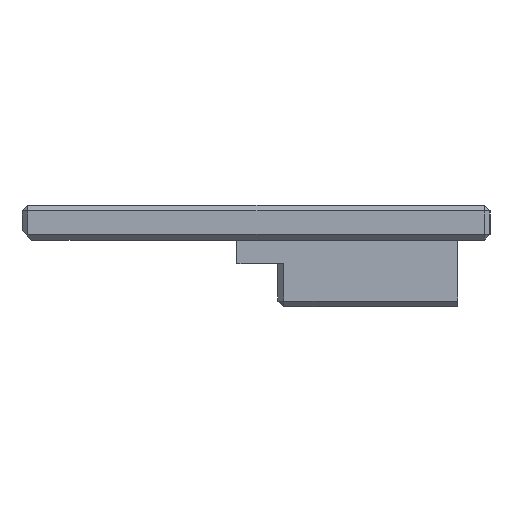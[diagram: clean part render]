
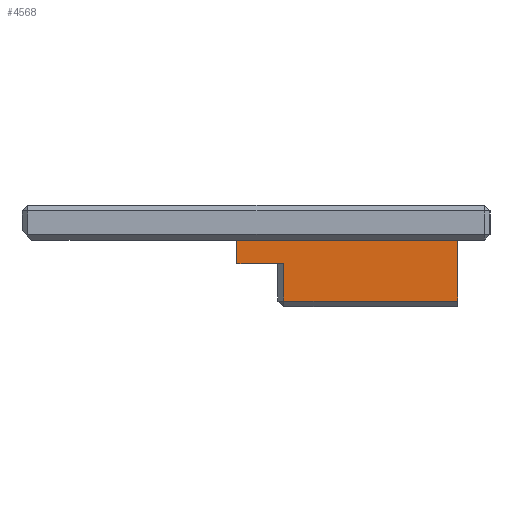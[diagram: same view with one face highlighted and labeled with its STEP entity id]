
A CAD part, left-side view. The second image highlights one B-rep face of the part: STEP entity #4568.
In plain terms, the highlighted planar face has unit normal (-1, 0, 0).
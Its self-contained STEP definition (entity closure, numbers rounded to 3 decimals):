
#200=FACE_OUTER_BOUND('',#443,.T.);
#443=EDGE_LOOP('',(#3668,#3669,#3670,#3671,#3672,#3673,#3674,#3675,#3676,
#3677,#3678,#3679,#3680,#3681,#3682,#3683,#3684,#3685,#3686,#3687,#3688,
#3689,#3690,#3691,#3692,#3693,#3694,#3695,#3696,#3697));
#631=LINE('',#6177,#1278);
#638=LINE('',#6192,#1285);
#647=LINE('',#6211,#1294);
#654=LINE('',#6226,#1301);
#663=LINE('',#6245,#1310);
#670=LINE('',#6260,#1317);
#679=LINE('',#6279,#1326);
#686=LINE('',#6294,#1333);
#695=LINE('',#6313,#1342);
#702=LINE('',#6328,#1349);
#711=LINE('',#6347,#1358);
#718=LINE('',#6362,#1365);
#727=LINE('',#6381,#1374);
#1015=LINE('',#6940,#1662);
#1016=LINE('',#6942,#1663);
#1017=LINE('',#6944,#1664);
#1018=LINE('',#6946,#1665);
#1019=LINE('',#6948,#1666);
#1020=LINE('',#6950,#1667);
#1042=LINE('',#7001,#1689);
#1043=LINE('',#7003,#1690);
#1048=LINE('',#7012,#1695);
#1049=LINE('',#7013,#1696);
#1050=LINE('',#7014,#1697);
#1051=LINE('',#7015,#1698);
#1052=LINE('',#7016,#1699);
#1053=LINE('',#7018,#1700);
#1054=LINE('',#7020,#1701);
#1055=LINE('',#7021,#1702);
#1056=LINE('',#7022,#1703);
#1278=VECTOR('',#5027,10.);
#1285=VECTOR('',#5038,10.);
#1294=VECTOR('',#5051,10.);
#1301=VECTOR('',#5062,10.);
#1310=VECTOR('',#5075,10.);
#1317=VECTOR('',#5086,10.);
#1326=VECTOR('',#5099,10.);
#1333=VECTOR('',#5110,10.);
#1342=VECTOR('',#5123,10.);
#1349=VECTOR('',#5134,10.);
#1358=VECTOR('',#5147,10.);
#1365=VECTOR('',#5158,10.);
#1374=VECTOR('',#5171,10.);
#1662=VECTOR('',#5609,10.);
#1663=VECTOR('',#5612,10.);
#1664=VECTOR('',#5615,10.);
#1665=VECTOR('',#5618,10.);
#1666=VECTOR('',#5621,10.);
#1667=VECTOR('',#5624,10.);
#1689=VECTOR('',#5666,10.);
#1690=VECTOR('',#5669,10.);
#1695=VECTOR('',#5680,10.);
#1696=VECTOR('',#5681,10.);
#1697=VECTOR('',#5682,10.);
#1698=VECTOR('',#5683,10.);
#1699=VECTOR('',#5684,10.);
#1700=VECTOR('',#5685,10.);
#1701=VECTOR('',#5686,10.);
#1702=VECTOR('',#5687,10.);
#1703=VECTOR('',#5688,10.);
#1913=VERTEX_POINT('',#6174);
#1914=VERTEX_POINT('',#6176);
#1919=VERTEX_POINT('',#6189);
#1920=VERTEX_POINT('',#6191);
#1927=VERTEX_POINT('',#6208);
#1928=VERTEX_POINT('',#6210);
#1933=VERTEX_POINT('',#6223);
#1934=VERTEX_POINT('',#6225);
#1941=VERTEX_POINT('',#6242);
#1942=VERTEX_POINT('',#6244);
#1947=VERTEX_POINT('',#6257);
#1948=VERTEX_POINT('',#6259);
#1955=VERTEX_POINT('',#6276);
#1956=VERTEX_POINT('',#6278);
#1961=VERTEX_POINT('',#6291);
#1962=VERTEX_POINT('',#6293);
#1969=VERTEX_POINT('',#6310);
#1970=VERTEX_POINT('',#6312);
#1975=VERTEX_POINT('',#6325);
#1976=VERTEX_POINT('',#6327);
#1983=VERTEX_POINT('',#6344);
#1984=VERTEX_POINT('',#6346);
#1989=VERTEX_POINT('',#6359);
#1990=VERTEX_POINT('',#6361);
#1997=VERTEX_POINT('',#6378);
#1998=VERTEX_POINT('',#6380);
#2207=VERTEX_POINT('',#6993);
#2208=VERTEX_POINT('',#6997);
#2211=VERTEX_POINT('',#7017);
#2212=VERTEX_POINT('',#7019);
#2351=EDGE_CURVE('',#1913,#1914,#631,.T.);
#2358=EDGE_CURVE('',#1919,#1920,#638,.T.);
#2367=EDGE_CURVE('',#1927,#1928,#647,.T.);
#2374=EDGE_CURVE('',#1933,#1934,#654,.T.);
#2383=EDGE_CURVE('',#1941,#1942,#663,.T.);
#2390=EDGE_CURVE('',#1947,#1948,#670,.T.);
#2399=EDGE_CURVE('',#1955,#1956,#679,.T.);
#2406=EDGE_CURVE('',#1961,#1962,#686,.T.);
#2415=EDGE_CURVE('',#1969,#1970,#695,.T.);
#2422=EDGE_CURVE('',#1975,#1976,#702,.T.);
#2431=EDGE_CURVE('',#1983,#1984,#711,.T.);
#2438=EDGE_CURVE('',#1989,#1990,#718,.T.);
#2447=EDGE_CURVE('',#1997,#1998,#727,.T.);
#2739=EDGE_CURVE('',#1984,#1989,#1015,.T.);
#2740=EDGE_CURVE('',#1970,#1975,#1016,.T.);
#2741=EDGE_CURVE('',#1956,#1961,#1017,.T.);
#2742=EDGE_CURVE('',#1942,#1947,#1018,.T.);
#2743=EDGE_CURVE('',#1928,#1933,#1019,.T.);
#2744=EDGE_CURVE('',#1914,#1919,#1020,.T.);
#2768=EDGE_CURVE('',#2207,#2208,#1042,.T.);
#2769=EDGE_CURVE('',#1998,#2207,#1043,.T.);
#2774=EDGE_CURVE('',#1976,#1983,#1048,.T.);
#2775=EDGE_CURVE('',#1962,#1969,#1049,.T.);
#2776=EDGE_CURVE('',#1948,#1955,#1050,.T.);
#2777=EDGE_CURVE('',#1934,#1941,#1051,.T.);
#2778=EDGE_CURVE('',#1920,#1927,#1052,.T.);
#2779=EDGE_CURVE('',#2211,#1913,#1053,.T.);
#2780=EDGE_CURVE('',#2211,#2212,#1054,.T.);
#2781=EDGE_CURVE('',#2208,#2212,#1055,.T.);
#2782=EDGE_CURVE('',#1990,#1997,#1056,.T.);
#3668=ORIENTED_EDGE('',*,*,#2739,.F.);
#3669=ORIENTED_EDGE('',*,*,#2431,.F.);
#3670=ORIENTED_EDGE('',*,*,#2774,.F.);
#3671=ORIENTED_EDGE('',*,*,#2422,.F.);
#3672=ORIENTED_EDGE('',*,*,#2740,.F.);
#3673=ORIENTED_EDGE('',*,*,#2415,.F.);
#3674=ORIENTED_EDGE('',*,*,#2775,.F.);
#3675=ORIENTED_EDGE('',*,*,#2406,.F.);
#3676=ORIENTED_EDGE('',*,*,#2741,.F.);
#3677=ORIENTED_EDGE('',*,*,#2399,.F.);
#3678=ORIENTED_EDGE('',*,*,#2776,.F.);
#3679=ORIENTED_EDGE('',*,*,#2390,.F.);
#3680=ORIENTED_EDGE('',*,*,#2742,.F.);
#3681=ORIENTED_EDGE('',*,*,#2383,.F.);
#3682=ORIENTED_EDGE('',*,*,#2777,.F.);
#3683=ORIENTED_EDGE('',*,*,#2374,.F.);
#3684=ORIENTED_EDGE('',*,*,#2743,.F.);
#3685=ORIENTED_EDGE('',*,*,#2367,.F.);
#3686=ORIENTED_EDGE('',*,*,#2778,.F.);
#3687=ORIENTED_EDGE('',*,*,#2358,.F.);
#3688=ORIENTED_EDGE('',*,*,#2744,.F.);
#3689=ORIENTED_EDGE('',*,*,#2351,.F.);
#3690=ORIENTED_EDGE('',*,*,#2779,.F.);
#3691=ORIENTED_EDGE('',*,*,#2780,.T.);
#3692=ORIENTED_EDGE('',*,*,#2781,.F.);
#3693=ORIENTED_EDGE('',*,*,#2768,.F.);
#3694=ORIENTED_EDGE('',*,*,#2769,.F.);
#3695=ORIENTED_EDGE('',*,*,#2447,.F.);
#3696=ORIENTED_EDGE('',*,*,#2782,.F.);
#3697=ORIENTED_EDGE('',*,*,#2438,.F.);
#4351=PLANE('',#4803);
#4568=ADVANCED_FACE('',(#200),#4351,.T.);
#4803=AXIS2_PLACEMENT_3D('',#7011,#5678,#5679);
#5027=DIRECTION('',(0.,0.,1.));
#5038=DIRECTION('',(0.,0.,-1.));
#5051=DIRECTION('',(0.,0.,1.));
#5062=DIRECTION('',(0.,0.,-1.));
#5075=DIRECTION('',(0.,0.,1.));
#5086=DIRECTION('',(0.,0.,-1.));
#5099=DIRECTION('',(0.,0.,1.));
#5110=DIRECTION('',(0.,0.,-1.));
#5123=DIRECTION('',(0.,0.,1.));
#5134=DIRECTION('',(0.,0.,-1.));
#5147=DIRECTION('',(0.,0.,1.));
#5158=DIRECTION('',(0.,0.,-1.));
#5171=DIRECTION('',(0.,0.,-1.));
#5609=DIRECTION('',(0.,-1.,0.));
#5612=DIRECTION('',(0.,-1.,0.));
#5615=DIRECTION('',(0.,-1.,0.));
#5618=DIRECTION('',(0.,-1.,0.));
#5621=DIRECTION('',(0.,-1.,0.));
#5624=DIRECTION('',(0.,-1.,0.));
#5666=DIRECTION('',(0.,0.,1.));
#5669=DIRECTION('',(0.,1.,0.));
#5678=DIRECTION('center_axis',(-1.,0.,0.));
#5679=DIRECTION('ref_axis',(0.,-1.,0.));
#5680=DIRECTION('',(0.,-1.,0.));
#5681=DIRECTION('',(0.,-1.,0.));
#5682=DIRECTION('',(0.,-1.,0.));
#5683=DIRECTION('',(0.,-1.,0.));
#5684=DIRECTION('',(0.,-1.,0.));
#5685=DIRECTION('',(0.,-1.,0.));
#5686=DIRECTION('',(0.,0.,-1.));
#5687=DIRECTION('',(0.,1.,0.));
#5688=DIRECTION('',(0.,-1.,0.));
#6174=CARTESIAN_POINT('',(80.477,53.8,4.));
#6176=CARTESIAN_POINT('',(80.477,53.8,6.));
#6177=CARTESIAN_POINT('',(80.477,53.8,5.));
#6189=CARTESIAN_POINT('',(80.477,50.8,6.));
#6191=CARTESIAN_POINT('',(80.477,50.8,4.));
#6192=CARTESIAN_POINT('',(80.477,50.8,5.));
#6208=CARTESIAN_POINT('',(80.477,47.8,4.));
#6210=CARTESIAN_POINT('',(80.477,47.8,6.));
#6211=CARTESIAN_POINT('',(80.477,47.8,5.));
#6223=CARTESIAN_POINT('',(80.477,44.8,6.));
#6225=CARTESIAN_POINT('',(80.477,44.8,4.));
#6226=CARTESIAN_POINT('',(80.477,44.8,5.));
#6242=CARTESIAN_POINT('',(80.477,41.8,4.));
#6244=CARTESIAN_POINT('',(80.477,41.8,6.));
#6245=CARTESIAN_POINT('',(80.477,41.8,5.));
#6257=CARTESIAN_POINT('',(80.477,38.8,6.));
#6259=CARTESIAN_POINT('',(80.477,38.8,4.));
#6260=CARTESIAN_POINT('',(80.477,38.8,5.));
#6276=CARTESIAN_POINT('',(80.477,35.8,4.));
#6278=CARTESIAN_POINT('',(80.477,35.8,6.));
#6279=CARTESIAN_POINT('',(80.477,35.8,5.));
#6291=CARTESIAN_POINT('',(80.477,32.8,6.));
#6293=CARTESIAN_POINT('',(80.477,32.8,4.));
#6294=CARTESIAN_POINT('',(80.477,32.8,5.));
#6310=CARTESIAN_POINT('',(80.477,29.8,4.));
#6312=CARTESIAN_POINT('',(80.477,29.8,6.));
#6313=CARTESIAN_POINT('',(80.477,29.8,5.));
#6325=CARTESIAN_POINT('',(80.477,26.8,6.));
#6327=CARTESIAN_POINT('',(80.477,26.8,4.));
#6328=CARTESIAN_POINT('',(80.477,26.8,5.));
#6344=CARTESIAN_POINT('',(80.477,23.8,4.));
#6346=CARTESIAN_POINT('',(80.477,23.8,6.));
#6347=CARTESIAN_POINT('',(80.477,23.8,5.));
#6359=CARTESIAN_POINT('',(80.477,20.8,6.));
#6361=CARTESIAN_POINT('',(80.477,20.8,4.));
#6362=CARTESIAN_POINT('',(80.477,20.8,5.));
#6378=CARTESIAN_POINT('',(80.477,17.8,4.));
#6380=CARTESIAN_POINT('',(80.477,17.8,-6.4));
#6381=CARTESIAN_POINT('',(80.477,17.8,4.));
#6940=CARTESIAN_POINT('',(80.477,50.671,6.));
#6942=CARTESIAN_POINT('',(80.477,50.671,6.));
#6944=CARTESIAN_POINT('',(80.477,50.671,6.));
#6946=CARTESIAN_POINT('',(80.477,50.671,6.));
#6948=CARTESIAN_POINT('',(80.477,50.671,6.));
#6950=CARTESIAN_POINT('',(80.477,50.671,6.));
#6993=CARTESIAN_POINT('',(80.477,47.542,-6.4));
#6997=CARTESIAN_POINT('',(80.477,47.542,0.));
#7001=CARTESIAN_POINT('',(80.477,47.542,4.));
#7003=CARTESIAN_POINT('',(80.477,41.232,-6.4));
#7011=CARTESIAN_POINT('Origin',(80.477,49.042,4.));
#7012=CARTESIAN_POINT('',(80.477,35.05,4.));
#7013=CARTESIAN_POINT('',(80.477,35.05,4.));
#7014=CARTESIAN_POINT('',(80.477,35.05,4.));
#7015=CARTESIAN_POINT('',(80.477,35.05,4.));
#7016=CARTESIAN_POINT('',(80.477,35.05,4.));
#7017=CARTESIAN_POINT('',(80.477,55.558,4.));
#7018=CARTESIAN_POINT('',(80.477,50.671,4.));
#7019=CARTESIAN_POINT('',(80.477,55.558,0.));
#7020=CARTESIAN_POINT('',(80.477,55.558,4.));
#7021=CARTESIAN_POINT('',(80.477,50.671,0.));
#7022=CARTESIAN_POINT('',(80.477,35.05,4.));
